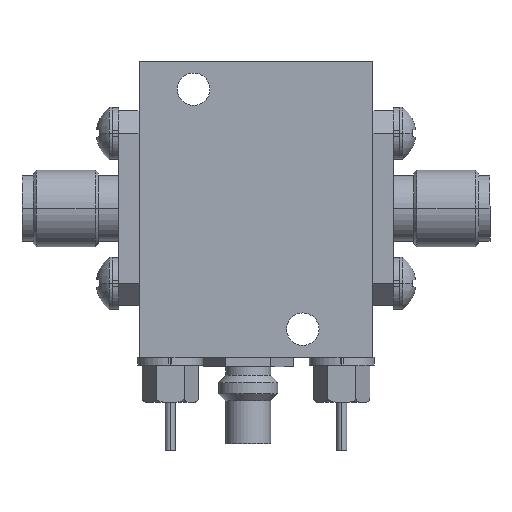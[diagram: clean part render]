
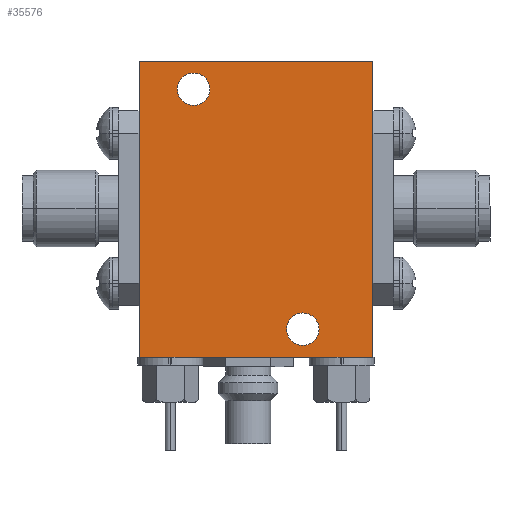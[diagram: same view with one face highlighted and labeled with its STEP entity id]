
A CAD part, front view. The second image highlights one B-rep face of the part: STEP entity #35576.
In plain terms, the highlighted planar face has unit normal (0, -1, 0).
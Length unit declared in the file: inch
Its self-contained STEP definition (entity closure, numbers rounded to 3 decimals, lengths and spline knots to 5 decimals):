
#251 = VECTOR ( 'NONE', #21176, 39.37008 ) ;
#292 = EDGE_LOOP ( 'NONE', ( #25171, #4170, #51674, #7712 ) ) ;
#1682 = LINE ( 'NONE', #31453, #51150 ) ;
#4170 = ORIENTED_EDGE ( 'NONE', *, *, #9272, .F. ) ;
#4984 = CARTESIAN_POINT ( 'NONE',  ( 0.75, 0., 0. ) ) ;
#5204 = CARTESIAN_POINT ( 'NONE',  ( 0.525, 0., -0.859 ) ) ;
#5884 = CARTESIAN_POINT ( 'NONE',  ( 0.75, 0., -0.949 ) ) ;
#6165 = CARTESIAN_POINT ( 'NONE',  ( 0., 0., 0. ) ) ;
#6497 = DIRECTION ( 'NONE',  ( 0., 1., 0. ) ) ;
#6541 = EDGE_CURVE ( 'NONE', #25170, #28387, #8823, .T. ) ;
#6813 = FACE_BOUND ( 'NONE', #29027, .T. ) ;
#6837 = EDGE_CURVE ( 'NONE', #37134, #46887, #33520, .T. ) ;
#7712 = ORIENTED_EDGE ( 'NONE', *, *, #6837, .F. ) ;
#8823 = CIRCLE ( 'NONE', #8858, 0.052 ) ;
#8858 = AXIS2_PLACEMENT_3D ( 'NONE', #54238, #60105, #15263 ) ;
#9272 = EDGE_CURVE ( 'NONE', #47947, #63950, #62345, .T. ) ;
#11050 = EDGE_CURVE ( 'NONE', #46887, #47947, #1682, .T. ) ;
#12137 = DIRECTION ( 'NONE',  ( 0., 0., -1. ) ) ;
#12258 = DIRECTION ( 'NONE',  ( -1., 0., 0. ) ) ;
#13789 = CARTESIAN_POINT ( 'NONE',  ( 0.525, 0., -0.911 ) ) ;
#15263 = DIRECTION ( 'NONE',  ( 0., 0., 1. ) ) ;
#16580 = LINE ( 'NONE', #36529, #251 ) ;
#17831 = DIRECTION ( 'NONE',  ( 0., 0., 1. ) ) ;
#18317 = CARTESIAN_POINT ( 'NONE',  ( 0.525, 0., -0.859 ) ) ;
#20271 = DIRECTION ( 'NONE',  ( 0., 0., 1. ) ) ;
#20878 = CARTESIAN_POINT ( 'NONE',  ( 0.525, 0., -0.807 ) ) ;
#21176 = DIRECTION ( 'NONE',  ( 0., 0., 1. ) ) ;
#22803 = EDGE_LOOP ( 'NONE', ( #30079, #27399 ) ) ;
#23058 = CARTESIAN_POINT ( 'NONE',  ( 0.175, 0., -0.09 ) ) ;
#23899 = DIRECTION ( 'NONE',  ( 0., 1., 0. ) ) ;
#25170 = VERTEX_POINT ( 'NONE', #33387 ) ;
#25171 = ORIENTED_EDGE ( 'NONE', *, *, #63522, .F. ) ;
#26777 = PLANE ( 'NONE',  #46614 ) ;
#27399 = ORIENTED_EDGE ( 'NONE', *, *, #52800, .T. ) ;
#28387 = VERTEX_POINT ( 'NONE', #50442 ) ;
#28606 = CARTESIAN_POINT ( 'NONE',  ( 0., 0., 0. ) ) ;
#28617 = DIRECTION ( 'NONE',  ( 1., 0., 0. ) ) ;
#29027 = EDGE_LOOP ( 'NONE', ( #47273, #39079 ) ) ;
#30079 = ORIENTED_EDGE ( 'NONE', *, *, #6541, .T. ) ;
#31453 = CARTESIAN_POINT ( 'NONE',  ( 0.75, 0., 0. ) ) ;
#32587 = AXIS2_PLACEMENT_3D ( 'NONE', #5204, #23899, #20271 ) ;
#33387 = CARTESIAN_POINT ( 'NONE',  ( 0.175, 0., -0.038 ) ) ;
#33520 = LINE ( 'NONE', #53499, #42307 ) ;
#33672 = DIRECTION ( 'NONE',  ( 0., 1., 0. ) ) ;
#35576 = ADVANCED_FACE ( 'NONE', ( #6813, #61484, #36900 ), #26777, .F. ) ;
#36529 = CARTESIAN_POINT ( 'NONE',  ( 0., 0., -0.949 ) ) ;
#36900 = FACE_OUTER_BOUND ( 'NONE', #292, .T. ) ;
#37134 = VERTEX_POINT ( 'NONE', #28606 ) ;
#38976 = EDGE_CURVE ( 'NONE', #58748, #49779, #60833, .T. ) ;
#39079 = ORIENTED_EDGE ( 'NONE', *, *, #41667, .T. ) ;
#41667 = EDGE_CURVE ( 'NONE', #49779, #58748, #60121, .T. ) ;
#42307 = VECTOR ( 'NONE', #28617, 39.37008 ) ;
#46614 = AXIS2_PLACEMENT_3D ( 'NONE', #6165, #6497, #46748 ) ;
#46748 = DIRECTION ( 'NONE',  ( 0., 0., 1. ) ) ;
#46887 = VERTEX_POINT ( 'NONE', #4984 ) ;
#47273 = ORIENTED_EDGE ( 'NONE', *, *, #38976, .T. ) ;
#47303 = DIRECTION ( 'NONE',  ( 0., 1., 0. ) ) ;
#47947 = VERTEX_POINT ( 'NONE', #5884 ) ;
#49779 = VERTEX_POINT ( 'NONE', #13789 ) ;
#50442 = CARTESIAN_POINT ( 'NONE',  ( 0.175, 0., -0.142 ) ) ;
#50704 = AXIS2_PLACEMENT_3D ( 'NONE', #23058, #47303, #17831 ) ;
#50951 = CARTESIAN_POINT ( 'NONE',  ( 0., 0., -0.949 ) ) ;
#51150 = VECTOR ( 'NONE', #12137, 39.37008 ) ;
#51674 = ORIENTED_EDGE ( 'NONE', *, *, #11050, .F. ) ;
#52800 = EDGE_CURVE ( 'NONE', #28387, #25170, #58000, .T. ) ;
#53499 = CARTESIAN_POINT ( 'NONE',  ( 0., 0., 0. ) ) ;
#54238 = CARTESIAN_POINT ( 'NONE',  ( 0.175, 0., -0.09 ) ) ;
#56447 = CARTESIAN_POINT ( 'NONE',  ( 0.75, 0., -0.949 ) ) ;
#58000 = CIRCLE ( 'NONE', #50704, 0.052 ) ;
#58748 = VERTEX_POINT ( 'NONE', #20878 ) ;
#58831 = VECTOR ( 'NONE', #12258, 39.37008 ) ;
#58894 = DIRECTION ( 'NONE',  ( 0., 0., 1. ) ) ;
#60105 = DIRECTION ( 'NONE',  ( 0., 1., 0. ) ) ;
#60121 = CIRCLE ( 'NONE', #64354, 0.052 ) ;
#60833 = CIRCLE ( 'NONE', #32587, 0.052 ) ;
#61484 = FACE_BOUND ( 'NONE', #22803, .T. ) ;
#62345 = LINE ( 'NONE', #56447, #58831 ) ;
#63522 = EDGE_CURVE ( 'NONE', #63950, #37134, #16580, .T. ) ;
#63950 = VERTEX_POINT ( 'NONE', #50951 ) ;
#64354 = AXIS2_PLACEMENT_3D ( 'NONE', #18317, #33672, #58894 ) ;
